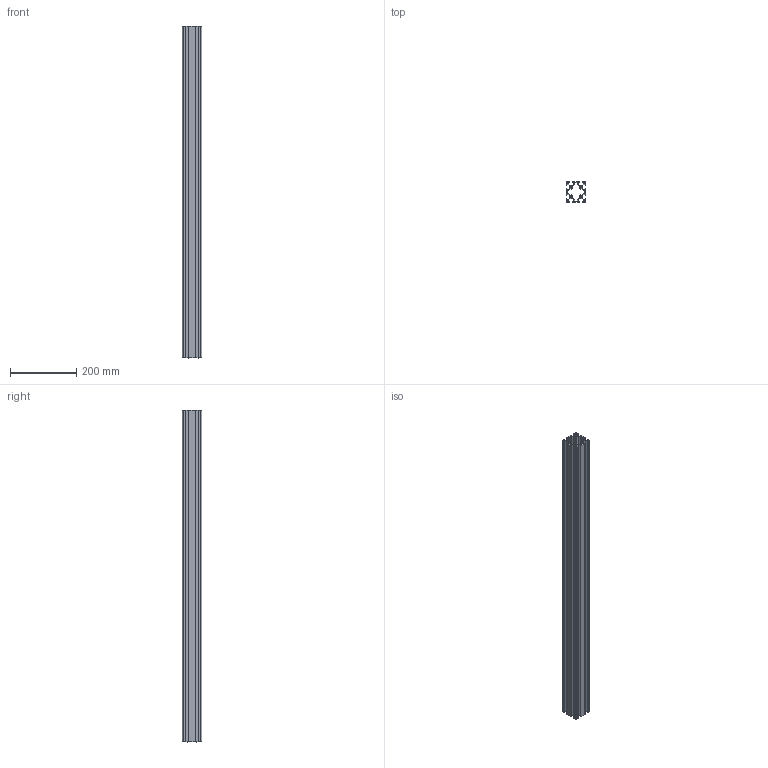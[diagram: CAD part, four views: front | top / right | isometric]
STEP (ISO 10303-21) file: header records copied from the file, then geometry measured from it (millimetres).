
FILE_DESCRIPTION(('STEP AP214'), '1');
FILE_NAME('6060', '2022-12-21T06:25:56', ('ﾀ蓆竟頌瑣ⅱ'), (''), 'ASCON STEP Converter 1.6', 'ASCON Math Kernel', '');
FILE_SCHEMA(('AUTOMOTIVE_DESIGN { 1 0 10303 214 3 1 1}'));
Length unit declared in the file: millimetre
Bounding box: 60 x 60 x 1000 mm (x, y, z)
Volume: 884256.9 mm3; surface area: 803953.7 mm2
Topology: 1 solids, 1 shells, 251 faces, 747 edges, 498 vertices
Faces by surface type: plane 162, cylinder 89
Full cylindrical faces by diameter (mm): 6.6 x4
Entity records: 10487 total; most frequent: CARTESIAN_POINT 1493, ORIENTED_EDGE 1486, DIRECTION 1425, EDGE_CURVE 743, LINE 565, VECTOR 565, VERTEX_POINT 498, AXIS2_PLACEMENT_3D 430
